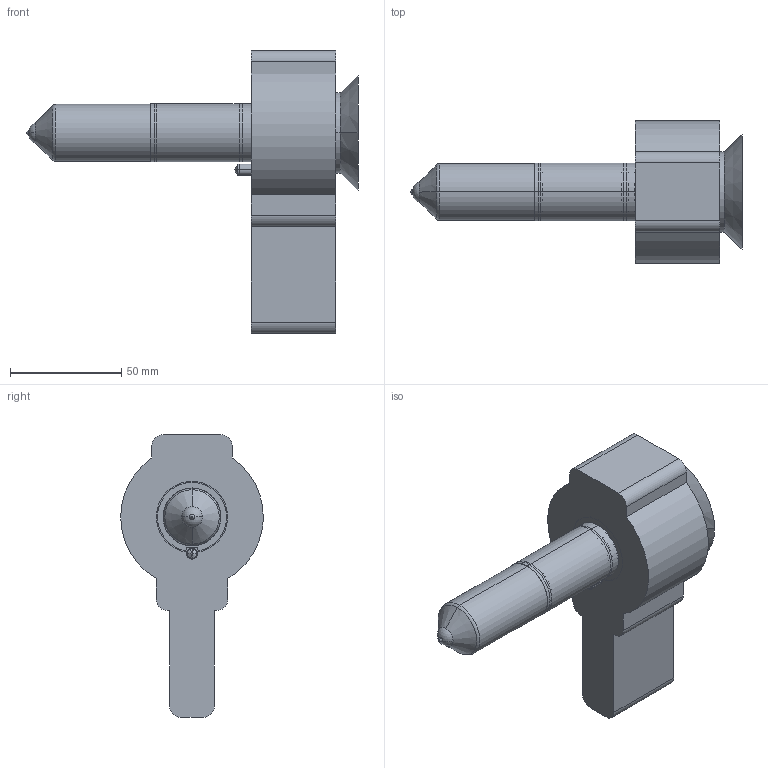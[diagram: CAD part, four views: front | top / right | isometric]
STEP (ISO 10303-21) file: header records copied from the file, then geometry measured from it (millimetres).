
FILE_DESCRIPTION (( 'STEP AP214' ), '1' );
FILE_NAME ('Dysza centralna - 26x101 EA-WP26.STEP', '2017-05-29T12:54:22', ( '' ), ( '' ), 'SwSTEP 2.0', 'SolidWorks 2016', '' );
FILE_SCHEMA (( 'AUTOMOTIVE_DESIGN' ));
Length unit declared in the file: millimetre
Products named in the file (9): Dysza centralna - 26x101 EA-WP26; nak³adka - EA-WP-26; 26x101 - komora_Standard; 26x101 - korpus - 26101-02; grza³ka opaskowa 40x22 - nak³adka 26 - 26000-09; nak³adka 26 - 26000-11; komora nak³adki 26; nakladka do dyszy centralnej 26 - 26000-11; 26x101 - dysza - 26101-00_Standard
Assembly tree (8 placements, depth 4):
  Dysza centralna - 26x101 EA-WP26
    26x101 - dysza - 26101-00_Standard
      26x101 - komora_Standard
      26x101 - korpus - 26101-02
    nak³adka - EA-WP-26
      nak³adka 26 - 26000-11
        nakladka do dyszy centralnej 26 - 26000-11
      grza³ka opaskowa 40x22 - nak³adka 26 - 26000-09
      komora nak³adki 26
Bounding box: 149 x 63.98 x 127 mm (x, y, z)
Volume: 329248 mm3; surface area: 77412.7 mm2
Topology: 8 solids, 11 shells, 403 faces, 1039 edges, 653 vertices
Faces by surface type: cylinder 148, torus 82, plane 75, cone 68, sphere 16, bspline 14
Entity records: 20278 total; most frequent: CARTESIAN_POINT 10188, DIRECTION 2113, ORIENTED_EDGE 2066, EDGE_CURVE 1033, AXIS2_PLACEMENT_3D 896, VERTEX_POINT 653, CIRCLE 493, EDGE_LOOP 424
